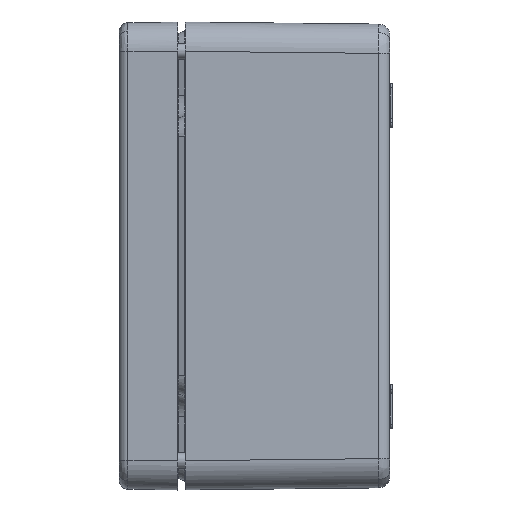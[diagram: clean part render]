
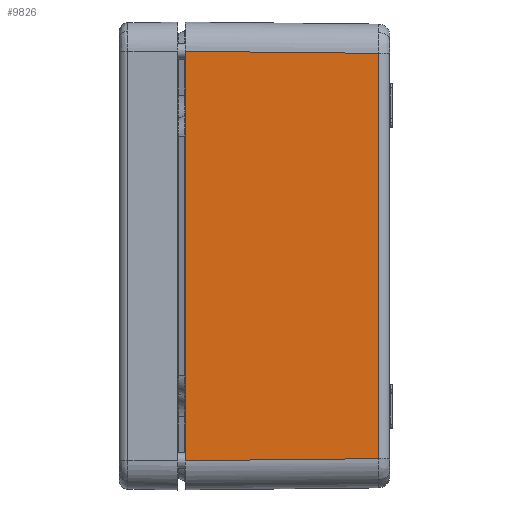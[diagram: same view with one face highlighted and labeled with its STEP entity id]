
A CAD part, left-side view. The second image highlights one B-rep face of the part: STEP entity #9826.
In plain terms, the highlighted planar face has unit normal (-1, -0.011, 0).
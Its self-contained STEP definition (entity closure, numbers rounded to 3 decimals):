
#820=LINE('',#18192,#1308);
#869=LINE('',#18855,#1357);
#870=LINE('',#18856,#1358);
#871=LINE('',#18857,#1359);
#1308=VECTOR('',#13424,1000.);
#1357=VECTOR('',#13537,1000.);
#1358=VECTOR('',#13538,1000.);
#1359=VECTOR('',#13539,1000.);
#1592=PLANE('',#11042);
#2207=FACE_OUTER_BOUND('',#2919,.T.);
#2919=EDGE_LOOP('',(#8024,#8025,#8026,#8027));
#4577=VERTEX_POINT('',#16985);
#4734=VERTEX_POINT('',#18190);
#4735=VERTEX_POINT('',#18191);
#4781=VERTEX_POINT('',#18854);
#5894=EDGE_CURVE('',#4734,#4735,#820,.T.);
#5971=EDGE_CURVE('',#4735,#4781,#869,.T.);
#5972=EDGE_CURVE('',#4781,#4577,#870,.T.);
#5973=EDGE_CURVE('',#4577,#4734,#871,.T.);
#8024=ORIENTED_EDGE('',*,*,#5971,.T.);
#8025=ORIENTED_EDGE('',*,*,#5972,.T.);
#8026=ORIENTED_EDGE('',*,*,#5973,.T.);
#8027=ORIENTED_EDGE('',*,*,#5894,.T.);
#9826=ADVANCED_FACE('',(#2207),#1592,.T.);
#11042=AXIS2_PLACEMENT_3D('',#18853,#13535,#13536);
#13424=DIRECTION('',(0.,0.,-1.));
#13535=DIRECTION('center_axis',(-1.,-0.01,
0.));
#13536=DIRECTION('ref_axis',(0.01,-1.,0.));
#13537=DIRECTION('',(0.01,-1.,0.01));
#13538=DIRECTION('',(0.,0.,1.));
#13539=DIRECTION('',(-0.01,1.,0.01));
#16985=CARTESIAN_POINT('',(-129.282,-66.542,69.283));
#18190=CARTESIAN_POINT('',(-129.974,-0.5,69.974));
#18191=CARTESIAN_POINT('',(-129.974,-0.5,-69.974));
#18192=CARTESIAN_POINT('',(-129.974,-0.5,-80.));
#18853=CARTESIAN_POINT('Origin',(-130.,2.,-80.));
#18854=CARTESIAN_POINT('',(-129.282,-66.542,-69.283));
#18855=CARTESIAN_POINT('',(-130.001,2.105,-70.002));
#18856=CARTESIAN_POINT('',(-129.282,-66.542,69.241));
#18857=CARTESIAN_POINT('',(-129.984,0.429,69.984));
